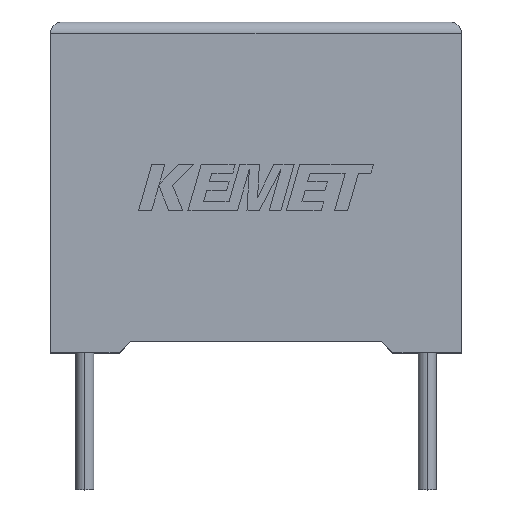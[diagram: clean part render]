
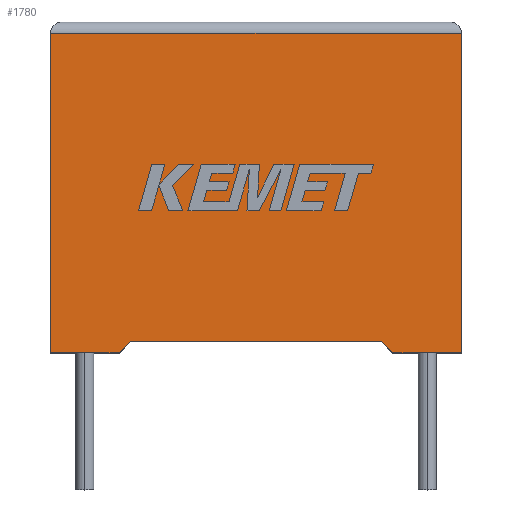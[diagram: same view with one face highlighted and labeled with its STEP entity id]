
A CAD part, top view. The second image highlights one B-rep face of the part: STEP entity #1780.
In plain terms, the highlighted planar face has unit normal (0, 0, 1).
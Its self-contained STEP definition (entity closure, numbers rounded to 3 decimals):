
#21 = VERTEX_POINT ( 'NONE', #2940 ) ;
#77 = AXIS2_PLACEMENT_3D ( 'NONE', #776, #1737, #557 ) ;
#156 = VERTEX_POINT ( 'NONE', #958 ) ;
#162 = VERTEX_POINT ( 'NONE', #459 ) ;
#226 = VECTOR ( 'NONE', #2215, 1000. ) ;
#286 = FACE_OUTER_BOUND ( 'NONE', #695, .T. ) ;
#412 = VECTOR ( 'NONE', #1150, 1000. ) ;
#431 = LINE ( 'NONE', #2322, #2498 ) ;
#450 = EDGE_CURVE ( 'NONE', #2815, #162, #2259, .T. ) ;
#457 = CARTESIAN_POINT ( 'NONE',  ( 0., 14., 7.5 ) ) ;
#459 = CARTESIAN_POINT ( 'NONE',  ( 3.5, 0.5, 7.5 ) ) ;
#523 = EDGE_CURVE ( 'NONE', #2815, #1889, #812, .T. ) ;
#535 = ORIENTED_EDGE ( 'NONE', *, *, #2734, .T. ) ;
#551 = EDGE_CURVE ( 'NONE', #156, #1347, #663, .T. ) ;
#556 = ORIENTED_EDGE ( 'NONE', *, *, #2567, .T. ) ;
#557 = DIRECTION ( 'NONE',  ( -1., 0., 0. ) ) ;
#567 = VECTOR ( 'NONE', #1111, 1000. ) ;
#588 = ORIENTED_EDGE ( 'NONE', *, *, #450, .F. ) ;
#594 = LINE ( 'NONE', #2476, #226 ) ;
#607 = CARTESIAN_POINT ( 'NONE',  ( 18., 0., 7.5 ) ) ;
#622 = DIRECTION ( 'NONE',  ( -1., 0., 0. ) ) ;
#663 = LINE ( 'NONE', #1159, #412 ) ;
#695 = EDGE_LOOP ( 'NONE', ( #1546, #535, #2911, #2040, #2924, #588, #778, #556 ) ) ;
#776 = CARTESIAN_POINT ( 'NONE',  ( 0., 0., 7.5 ) ) ;
#778 = ORIENTED_EDGE ( 'NONE', *, *, #523, .T. ) ;
#812 = LINE ( 'NONE', #1547, #1851 ) ;
#813 = CARTESIAN_POINT ( 'NONE',  ( 18., 0., 7.5 ) ) ;
#894 = EDGE_CURVE ( 'NONE', #2663, #156, #594, .T. ) ;
#943 = VECTOR ( 'NONE', #2275, 1000. ) ;
#957 = DIRECTION ( 'NONE',  ( -1., 0., 0. ) ) ;
#958 = CARTESIAN_POINT ( 'NONE',  ( 0., 0., 7.5 ) ) ;
#1056 = CARTESIAN_POINT ( 'NONE',  ( 9., 0.5, 7.5 ) ) ;
#1111 = DIRECTION ( 'NONE',  ( 1., 0., 0. ) ) ;
#1150 = DIRECTION ( 'NONE',  ( 1., 0., 0. ) ) ;
#1159 = CARTESIAN_POINT ( 'NONE',  ( 0., 0., 7.5 ) ) ;
#1212 = EDGE_CURVE ( 'NONE', #1328, #21, #2980, .T. ) ;
#1213 = PLANE ( 'NONE',  #77 ) ;
#1295 = EDGE_CURVE ( 'NONE', #162, #1347, #431, .T. ) ;
#1328 = VERTEX_POINT ( 'NONE', #813 ) ;
#1332 = CARTESIAN_POINT ( 'NONE',  ( 3., 0., 7.5 ) ) ;
#1347 = VERTEX_POINT ( 'NONE', #1332 ) ;
#1418 = VECTOR ( 'NONE', #622, 1000. ) ;
#1485 = CARTESIAN_POINT ( 'NONE',  ( 14.5, 0.5, 7.5 ) ) ;
#1546 = ORIENTED_EDGE ( 'NONE', *, *, #1212, .T. ) ;
#1547 = CARTESIAN_POINT ( 'NONE',  ( 15., 0., 7.5 ) ) ;
#1595 = VECTOR ( 'NONE', #957, 1000. ) ;
#1737 = DIRECTION ( 'NONE',  ( 0., 0., -1. ) ) ;
#1780 = ADVANCED_FACE ( 'NONE', ( #286 ), #1213, .F. ) ;
#1826 = CARTESIAN_POINT ( 'NONE',  ( 15., 0., 7.5 ) ) ;
#1851 = VECTOR ( 'NONE', #2511, 1000. ) ;
#1889 = VERTEX_POINT ( 'NONE', #1826 ) ;
#2040 = ORIENTED_EDGE ( 'NONE', *, *, #551, .T. ) ;
#2064 = DIRECTION ( 'NONE',  ( -0.707, -0.707, 0. ) ) ;
#2112 = LINE ( 'NONE', #3033, #567 ) ;
#2136 = CARTESIAN_POINT ( 'NONE',  ( 0., 14., 7.5 ) ) ;
#2215 = DIRECTION ( 'NONE',  ( 0., -1., 0. ) ) ;
#2259 = LINE ( 'NONE', #1056, #1418 ) ;
#2275 = DIRECTION ( 'NONE',  ( 0., 1., 0. ) ) ;
#2322 = CARTESIAN_POINT ( 'NONE',  ( 3., 0., 7.5 ) ) ;
#2476 = CARTESIAN_POINT ( 'NONE',  ( 0., 0., 7.5 ) ) ;
#2498 = VECTOR ( 'NONE', #2064, 1000. ) ;
#2511 = DIRECTION ( 'NONE',  ( 0.707, -0.707, 0. ) ) ;
#2567 = EDGE_CURVE ( 'NONE', #1889, #1328, #2112, .T. ) ;
#2663 = VERTEX_POINT ( 'NONE', #2136 ) ;
#2734 = EDGE_CURVE ( 'NONE', #21, #2663, #2864, .T. ) ;
#2815 = VERTEX_POINT ( 'NONE', #1485 ) ;
#2864 = LINE ( 'NONE', #457, #1595 ) ;
#2911 = ORIENTED_EDGE ( 'NONE', *, *, #894, .T. ) ;
#2924 = ORIENTED_EDGE ( 'NONE', *, *, #1295, .F. ) ;
#2940 = CARTESIAN_POINT ( 'NONE',  ( 18., 14., 7.5 ) ) ;
#2980 = LINE ( 'NONE', #607, #943 ) ;
#3033 = CARTESIAN_POINT ( 'NONE',  ( 0., 0., 7.5 ) ) ;
